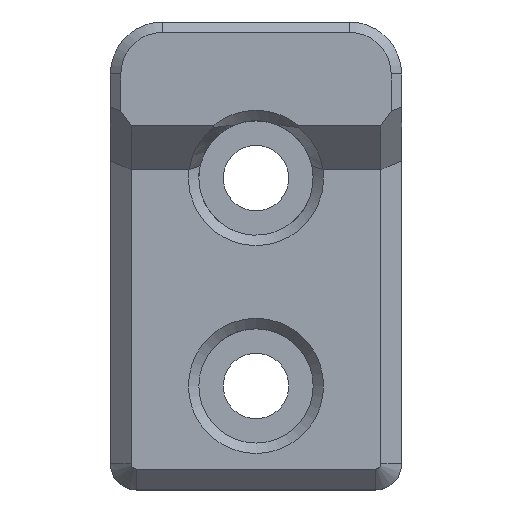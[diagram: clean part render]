
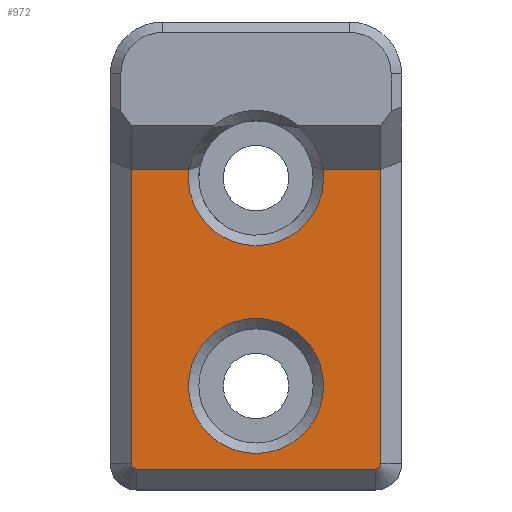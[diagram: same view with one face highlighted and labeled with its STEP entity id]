
A CAD part, top view. The second image highlights one B-rep face of the part: STEP entity #972.
In plain terms, the highlighted planar face has unit normal (0, 0, 1).
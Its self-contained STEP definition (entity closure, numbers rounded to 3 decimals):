
#29=FACE_BOUND('',#179,.T.);
#57=CIRCLE('',#1056,0.5);
#58=CIRCLE('',#1059,0.5);
#59=CIRCLE('',#1066,6.5);
#60=CIRCLE('',#1067,6.5);
#117=FACE_OUTER_BOUND('',#178,.T.);
#178=EDGE_LOOP('',(#777,#778,#779,#780,#781,#782,#783,#784));
#179=EDGE_LOOP('',(#785));
#260=LINE('',#1523,#358);
#264=LINE('',#1532,#362);
#266=LINE('',#1539,#364);
#274=LINE('',#1555,#372);
#277=LINE('',#1570,#375);
#358=VECTOR('',#1242,10.);
#362=VECTOR('',#1252,10.);
#364=VECTOR('',#1260,10.);
#372=VECTOR('',#1274,10.);
#375=VECTOR('',#1281,10.);
#448=VERTEX_POINT('',#1520);
#449=VERTEX_POINT('',#1522);
#450=VERTEX_POINT('',#1526);
#451=VERTEX_POINT('',#1530);
#452=VERTEX_POINT('',#1534);
#453=VERTEX_POINT('',#1538);
#458=VERTEX_POINT('',#1554);
#462=VERTEX_POINT('',#1569);
#463=VERTEX_POINT('',#1572);
#556=EDGE_CURVE('',#448,#449,#260,.T.);
#559=EDGE_CURVE('',#450,#448,#57,.T.);
#561=EDGE_CURVE('',#451,#450,#264,.T.);
#563=EDGE_CURVE('',#452,#451,#58,.T.);
#564=EDGE_CURVE('',#453,#452,#266,.T.);
#572=EDGE_CURVE('',#449,#458,#274,.T.);
#577=EDGE_CURVE('',#462,#453,#277,.T.);
#578=EDGE_CURVE('',#458,#462,#59,.T.);
#579=EDGE_CURVE('',#463,#463,#60,.T.);
#777=ORIENTED_EDGE('',*,*,#556,.F.);
#778=ORIENTED_EDGE('',*,*,#559,.F.);
#779=ORIENTED_EDGE('',*,*,#561,.F.);
#780=ORIENTED_EDGE('',*,*,#563,.F.);
#781=ORIENTED_EDGE('',*,*,#564,.F.);
#782=ORIENTED_EDGE('',*,*,#577,.F.);
#783=ORIENTED_EDGE('',*,*,#578,.F.);
#784=ORIENTED_EDGE('',*,*,#572,.F.);
#785=ORIENTED_EDGE('',*,*,#579,.F.);
#923=PLANE('',#1065);
#972=ADVANCED_FACE('',(#117,#29),#923,.T.);
#1056=AXIS2_PLACEMENT_3D('',#1528,#1247,#1248);
#1059=AXIS2_PLACEMENT_3D('',#1536,#1256,#1257);
#1065=AXIS2_PLACEMENT_3D('',#1568,#1279,#1280);
#1066=AXIS2_PLACEMENT_3D('',#1571,#1282,#1283);
#1067=AXIS2_PLACEMENT_3D('',#1573,#1284,#1285);
#1242=DIRECTION('',(0.,1.,0.));
#1247=DIRECTION('center_axis',(0.,0.,-1.));
#1248=DIRECTION('ref_axis',(-0.707,-0.707,0.));
#1252=DIRECTION('',(-1.,0.,0.));
#1256=DIRECTION('center_axis',(0.,0.,-1.));
#1257=DIRECTION('ref_axis',(0.707,-0.707,0.));
#1260=DIRECTION('',(0.,-1.,0.));
#1274=DIRECTION('',(1.,0.,0.));
#1279=DIRECTION('center_axis',(0.,0.,1.));
#1280=DIRECTION('ref_axis',(1.,0.,0.));
#1281=DIRECTION('',(1.,0.,0.));
#1282=DIRECTION('center_axis',(0.,0.,1.));
#1283=DIRECTION('ref_axis',(1.,0.,0.));
#1284=DIRECTION('center_axis',(0.,0.,1.));
#1285=DIRECTION('ref_axis',(1.,0.,0.));
#1520=CARTESIAN_POINT('',(-12.,-17.5,8.8));
#1522=CARTESIAN_POINT('',(-12.,10.8,8.8));
#1523=CARTESIAN_POINT('',(-12.,13.75,8.8));
#1526=CARTESIAN_POINT('',(-11.5,-18.,8.8));
#1528=CARTESIAN_POINT('Origin',(-11.5,-17.5,8.8));
#1530=CARTESIAN_POINT('',(11.5,-18.,8.8));
#1532=CARTESIAN_POINT('',(-7.,-18.,8.8));
#1534=CARTESIAN_POINT('',(12.,-17.5,8.8));
#1536=CARTESIAN_POINT('Origin',(11.5,-17.5,8.8));
#1538=CARTESIAN_POINT('',(12.,10.8,8.8));
#1539=CARTESIAN_POINT('',(12.,-8.75,8.8));
#1554=CARTESIAN_POINT('',(-6.451,10.8,8.8));
#1555=CARTESIAN_POINT('',(-7.,10.8,8.8));
#1568=CARTESIAN_POINT('Origin',(0.,2.5,8.8));
#1569=CARTESIAN_POINT('',(6.451,10.8,8.8));
#1570=CARTESIAN_POINT('',(1.146,10.8,8.8));
#1571=CARTESIAN_POINT('Origin',(0.,10.,8.8));
#1572=CARTESIAN_POINT('',(-6.5,-10.,8.8));
#1573=CARTESIAN_POINT('Origin',(0.,-10.,8.8));
